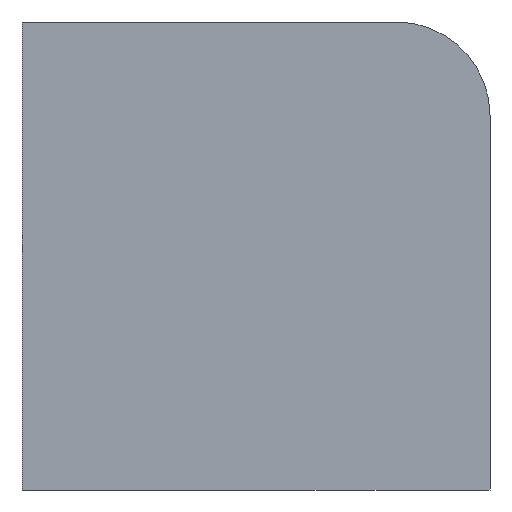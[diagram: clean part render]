
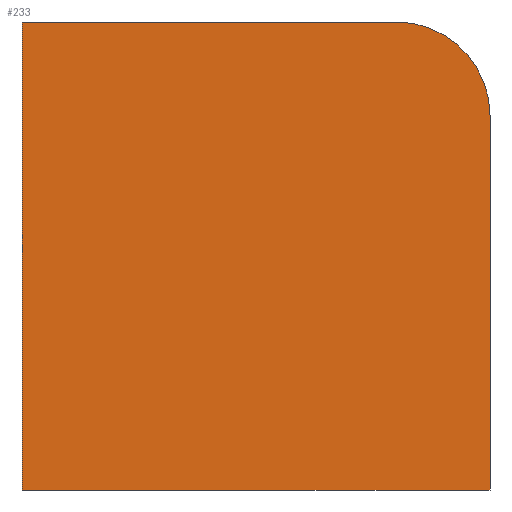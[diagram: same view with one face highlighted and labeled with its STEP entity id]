
A CAD part, left-side view. The second image highlights one B-rep face of the part: STEP entity #233.
In plain terms, the highlighted planar face has unit normal (-1, 0, 0).
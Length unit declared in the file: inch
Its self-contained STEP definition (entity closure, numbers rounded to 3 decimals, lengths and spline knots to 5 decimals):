
#26=CARTESIAN_POINT('',(0.,10.,10.));
#27=VERTEX_POINT('',#26);
#51=CARTESIAN_POINT('',(0.,10.,0.));
#52=VERTEX_POINT('',#51);
#59=CARTESIAN_POINT('',(0.,10.,0.));
#60=DIRECTION('',(0.,0.,1.));
#61=VECTOR('',#60,1.);
#62=LINE('',#59,#61);
#63=EDGE_CURVE('',#52,#27,#62,.T.);
#73=CARTESIAN_POINT('',(0.,0.,0.));
#74=VERTEX_POINT('',#73);
#83=CARTESIAN_POINT('',(0.,10.,0.));
#84=DIRECTION('',(0.,-1.,0.));
#85=VECTOR('',#84,1.);
#86=LINE('',#83,#85);
#87=EDGE_CURVE('',#52,#74,#86,.T.);
#115=CARTESIAN_POINT('',(0.,2.,10.));
#116=VERTEX_POINT('',#115);
#123=CARTESIAN_POINT('',(0.,0.,8.));
#124=VERTEX_POINT('',#123);
#125=CARTESIAN_POINT('',(0.,2.,8.));
#126=DIRECTION('',(1.,0.,0.));
#127=DIRECTION('',(0.,0.707,-0.707));
#128=AXIS2_PLACEMENT_3D('',#125,#126,#127);
#129=CIRCLE('',#128,2.);
#130=EDGE_CURVE('',#116,#124,#129,.T.);
#211=CARTESIAN_POINT('',(0.,10.,10.));
#212=DIRECTION('',(0.,-1.,0.));
#213=VECTOR('',#212,1.);
#214=LINE('',#211,#213);
#215=EDGE_CURVE('',#27,#116,#214,.T.);
#216=ORIENTED_EDGE('',*,*,#215,.F.);
#217=ORIENTED_EDGE('',*,*,#63,.F.);
#218=ORIENTED_EDGE('',*,*,#87,.T.);
#219=CARTESIAN_POINT('',(0.,0.,0.));
#220=DIRECTION('',(0.,0.,1.));
#221=VECTOR('',#220,1.);
#222=LINE('',#219,#221);
#223=EDGE_CURVE('',#74,#124,#222,.T.);
#224=ORIENTED_EDGE('',*,*,#223,.T.);
#225=ORIENTED_EDGE('',*,*,#130,.F.);
#226=EDGE_LOOP('',(#216,#217,#218,#224,#225));
#227=FACE_OUTER_BOUND('',#226,.T.);
#228=CARTESIAN_POINT('',(0.,10.,0.));
#229=DIRECTION('',(-1.,0.,0.));
#230=DIRECTION('',(0.,1.,0.));
#231=AXIS2_PLACEMENT_3D('',#228,#229,#230);
#232=PLANE('',#231);
#233=ADVANCED_FACE('',(#227),#232,.T.);
